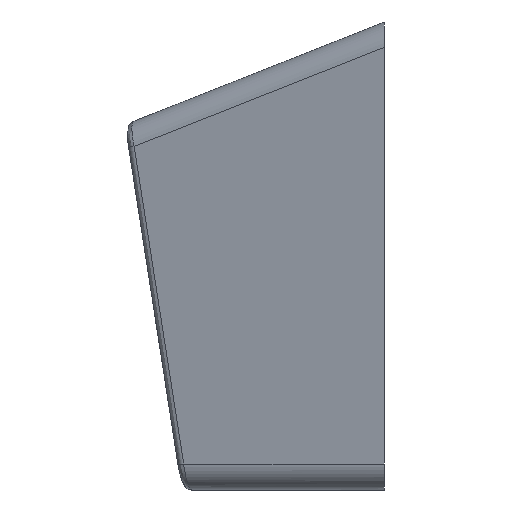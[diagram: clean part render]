
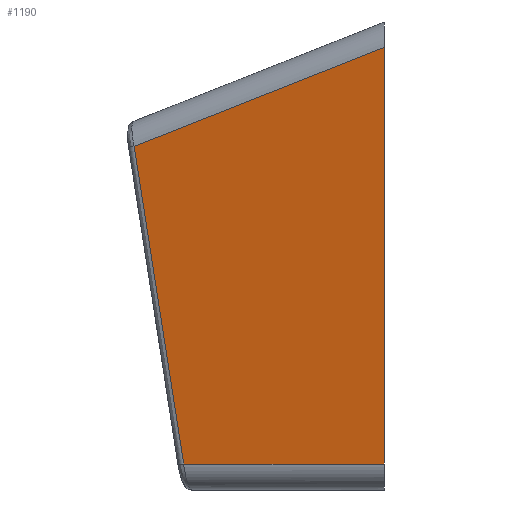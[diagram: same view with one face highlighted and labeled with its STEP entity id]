
A CAD part, left-side view. The second image highlights one B-rep face of the part: STEP entity #1190.
In plain terms, the highlighted planar face has unit normal (-0.964, 0.267, 0).
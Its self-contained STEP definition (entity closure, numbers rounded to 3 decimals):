
#116=FACE_OUTER_BOUND('',#190,.T.);
#190=EDGE_LOOP('',(#1033,#1034,#1035,#1036));
#293=LINE('',#2893,#392);
#294=LINE('',#2901,#393);
#295=LINE('',#2902,#394);
#392=VECTOR('',#1500,10.);
#393=VECTOR('',#1503,10.);
#394=VECTOR('',#1504,10.);
#451=B_SPLINE_CURVE_WITH_KNOTS('',3,(#2896,#2897,#2898,#2899),
 .UNSPECIFIED.,.F.,.F.,(4,4),(-1.34,-0.102),
 .UNSPECIFIED.);
#559=VERTEX_POINT('',#2851);
#560=VERTEX_POINT('',#2891);
#561=VERTEX_POINT('',#2895);
#562=VERTEX_POINT('',#2900);
#722=EDGE_CURVE('',#559,#560,#293,.T.);
#723=EDGE_CURVE('',#561,#559,#451,.T.);
#724=EDGE_CURVE('',#562,#561,#294,.T.);
#725=EDGE_CURVE('',#560,#562,#295,.T.);
#1033=ORIENTED_EDGE('',*,*,#722,.F.);
#1034=ORIENTED_EDGE('',*,*,#723,.F.);
#1035=ORIENTED_EDGE('',*,*,#724,.F.);
#1036=ORIENTED_EDGE('',*,*,#725,.F.);
#1129=PLANE('',#1275);
#1190=ADVANCED_FACE('',(#116),#1129,.F.);
#1275=AXIS2_PLACEMENT_3D('',#2894,#1501,#1502);
#1500=DIRECTION('',(-0.25,-0.9,0.357));
#1501=DIRECTION('center_axis',(0.964,-0.267,0.));
#1502=DIRECTION('ref_axis',(0.,0.,-1.));
#1503=DIRECTION('',(0.267,0.964,0.));
#1504=DIRECTION('',(0.,0.,-1.));
#2851=CARTESIAN_POINT('',(-15.882,9.625,4.218));
#2891=CARTESIAN_POINT('',(-18.55,0.,8.03));
#2893=CARTESIAN_POINT('',(-17.481,3.857,6.503));
#2894=CARTESIAN_POINT('Origin',(-18.55,0.,9.));
#2895=CARTESIAN_POINT('',(-16.409,7.722,-8.));
#2896=CARTESIAN_POINT('Ctrl Pts',(-16.409,7.722,-8.));
#2897=CARTESIAN_POINT('Ctrl Pts',(-16.233,8.356,-3.927));
#2898=CARTESIAN_POINT('Ctrl Pts',(-16.058,8.991,0.146));
#2899=CARTESIAN_POINT('Ctrl Pts',(-15.882,9.625,4.218));
#2900=CARTESIAN_POINT('',(-18.55,0.,-8.));
#2901=CARTESIAN_POINT('',(-18.55,0.,-8.));
#2902=CARTESIAN_POINT('',(-18.55,0.,9.));
